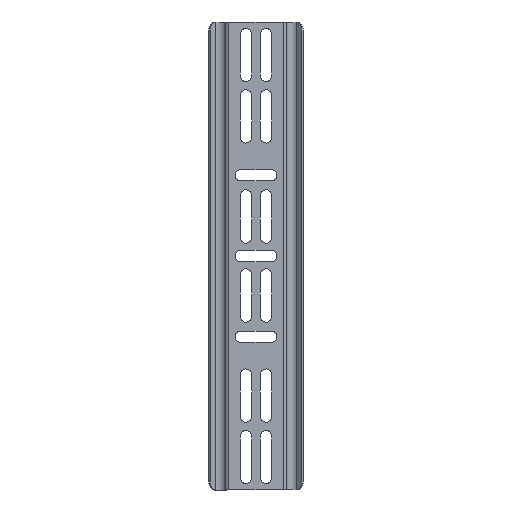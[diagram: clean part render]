
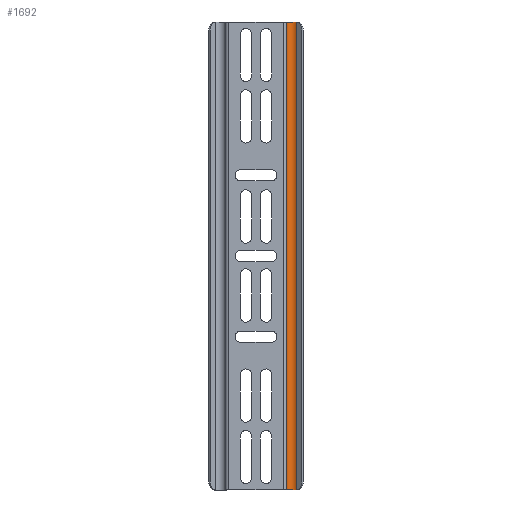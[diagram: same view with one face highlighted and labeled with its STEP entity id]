
A CAD part, front view. The second image highlights one B-rep face of the part: STEP entity #1692.
In plain terms, the highlighted cylindrical face has radius 4 mm (diameter 8 mm), a partial arc.
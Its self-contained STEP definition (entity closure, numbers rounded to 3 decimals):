
#95=B_SPLINE_CURVE_WITH_KNOTS('',3,(#2552,#2553,#2554,#2555),
 .UNSPECIFIED.,.F.,.F.,(4,4),(1.422,1.571),
 .UNSPECIFIED.);
#98=B_SPLINE_CURVE_WITH_KNOTS('',3,(#2587,#2588,#2589,#2590),
 .UNSPECIFIED.,.F.,.F.,(4,4),(6.283,6.432),
 .UNSPECIFIED.);
#112=FACE_OUTER_BOUND('',#206,.T.);
#206=EDGE_LOOP('',(#1169,#1170,#1171,#1172,#1173,#1174));
#331=CIRCLE('',#1812,4.);
#332=CIRCLE('',#1814,4.);
#419=LINE('',#2585,#579);
#420=LINE('',#2593,#580);
#579=VECTOR('',#2017,10.);
#580=VECTOR('',#2020,10.);
#736=VERTEX_POINT('',#2525);
#739=VERTEX_POINT('',#2548);
#741=VERTEX_POINT('',#2551);
#748=VERTEX_POINT('',#2581);
#749=VERTEX_POINT('',#2586);
#750=VERTEX_POINT('',#2591);
#900=EDGE_CURVE('',#739,#741,#95,.T.);
#911=EDGE_CURVE('',#748,#741,#331,.T.);
#913=EDGE_CURVE('',#736,#739,#419,.T.);
#914=EDGE_CURVE('',#749,#736,#98,.T.);
#915=EDGE_CURVE('',#750,#749,#332,.T.);
#916=EDGE_CURVE('',#750,#748,#420,.T.);
#1169=ORIENTED_EDGE('',*,*,#900,.F.);
#1170=ORIENTED_EDGE('',*,*,#913,.F.);
#1171=ORIENTED_EDGE('',*,*,#914,.F.);
#1172=ORIENTED_EDGE('',*,*,#915,.F.);
#1173=ORIENTED_EDGE('',*,*,#916,.T.);
#1174=ORIENTED_EDGE('',*,*,#911,.T.);
#1647=CYLINDRICAL_SURFACE('',#1813,4.);
#1692=ADVANCED_FACE('',(#112),#1647,.F.);
#1812=AXIS2_PLACEMENT_3D('',#2582,#2012,#2013);
#1813=AXIS2_PLACEMENT_3D('',#2584,#2015,#2016);
#1814=AXIS2_PLACEMENT_3D('',#2592,#2018,#2019);
#2012=DIRECTION('center_axis',(0.,0.,
-1.));
#2013=DIRECTION('ref_axis',(-0.943,0.333,0.));
#2015=DIRECTION('center_axis',(0.,0.,
-1.));
#2016=DIRECTION('ref_axis',(-0.943,0.333,0.));
#2017=DIRECTION('',(0.,0.,-1.));
#2018=DIRECTION('center_axis',(0.,0.,
-1.));
#2019=DIRECTION('ref_axis',(-0.943,0.333,0.));
#2020=DIRECTION('',(0.,0.,-1.));
#2525=CARTESIAN_POINT('',(25.395,2.916,289.945));
#2548=CARTESIAN_POINT('',(25.395,2.916,0.055));
#2551=CARTESIAN_POINT('',(24.859,3.339,0.));
#2552=CARTESIAN_POINT('Ctrl Pts',(25.395,2.916,0.055));
#2553=CARTESIAN_POINT('Ctrl Pts',(25.23,3.071,0.018));
#2554=CARTESIAN_POINT('Ctrl Pts',(25.05,3.213,0.));
#2555=CARTESIAN_POINT('Ctrl Pts',(24.859,3.339,0.));
#2581=CARTESIAN_POINT('',(18.886,1.333,0.));
#2582=CARTESIAN_POINT('Origin',(22.657,0.,
0.));
#2584=CARTESIAN_POINT('Origin',(22.657,0.,
145.));
#2585=CARTESIAN_POINT('',(25.395,2.916,145.));
#2586=CARTESIAN_POINT('',(24.859,3.339,290.));
#2587=CARTESIAN_POINT('Ctrl Pts',(24.859,3.339,290.));
#2588=CARTESIAN_POINT('Ctrl Pts',(25.05,3.213,290.));
#2589=CARTESIAN_POINT('Ctrl Pts',(25.23,3.071,289.982));
#2590=CARTESIAN_POINT('Ctrl Pts',(25.395,2.916,289.945));
#2591=CARTESIAN_POINT('',(18.886,1.333,290.));
#2592=CARTESIAN_POINT('Origin',(22.657,0.,
290.));
#2593=CARTESIAN_POINT('',(18.886,1.333,145.));
